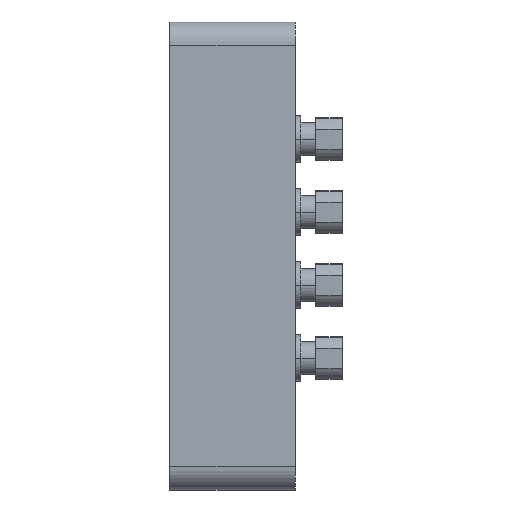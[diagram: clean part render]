
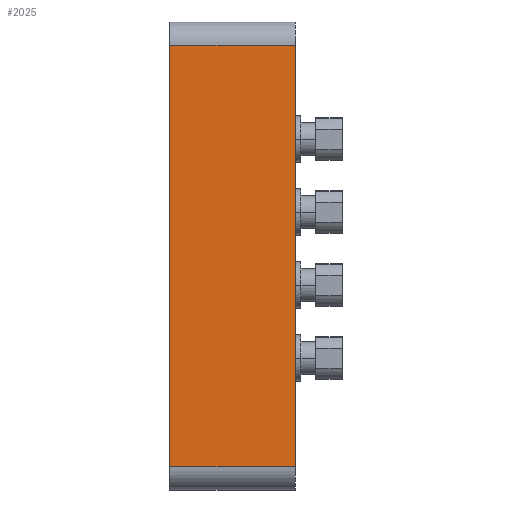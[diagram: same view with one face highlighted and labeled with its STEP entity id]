
A CAD part, left-side view. The second image highlights one B-rep face of the part: STEP entity #2025.
In plain terms, the highlighted planar face has unit normal (-1, 0, 0).
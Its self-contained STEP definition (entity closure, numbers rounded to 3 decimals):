
#2025 = ADVANCED_FACE ( 'NONE', ( #4822 ), #9051, .T. ) ;
#2511 = DIRECTION ( 'NONE',  ( 0., -1., 0. ) ) ;
#3115 = AXIS2_PLACEMENT_3D ( 'NONE', #39492, #22009, #17782 ) ;
#4036 = VERTEX_POINT ( 'NONE', #41701 ) ;
#4822 = FACE_OUTER_BOUND ( 'NONE', #31555, .T. ) ;
#5486 = LINE ( 'NONE', #11367, #40974 ) ;
#8312 = CARTESIAN_POINT ( 'NONE',  ( -20.32, 6.822, 0. ) ) ;
#9051 = PLANE ( 'NONE',  #3115 ) ;
#11367 = CARTESIAN_POINT ( 'NONE',  ( -20.32, 54.475, -11.43 ) ) ;
#14605 = ORIENTED_EDGE ( 'NONE', *, *, #24803, .F. ) ;
#15521 = EDGE_CURVE ( 'NONE', #31254, #27508, #50939, .T. ) ;
#17782 = DIRECTION ( 'NONE',  ( 0., 0., 1. ) ) ;
#19485 = CARTESIAN_POINT ( 'NONE',  ( -20.32, 0., -11.43 ) ) ;
#20471 = CARTESIAN_POINT ( 'NONE',  ( -20.32, 0., 0. ) ) ;
#21142 = EDGE_CURVE ( 'NONE', #4036, #38588, #55128, .T. ) ;
#22009 = DIRECTION ( 'NONE',  ( -1., 0., 0. ) ) ;
#23934 = LINE ( 'NONE', #41410, #50449 ) ;
#24803 = EDGE_CURVE ( 'NONE', #4036, #31254, #23934, .T. ) ;
#27508 = VERTEX_POINT ( 'NONE', #19485 ) ;
#27641 = ORIENTED_EDGE ( 'NONE', *, *, #15521, .F. ) ;
#31254 = VERTEX_POINT ( 'NONE', #44529 ) ;
#31555 = EDGE_LOOP ( 'NONE', ( #14605, #50181, #34515, #27641 ) ) ;
#33065 = CARTESIAN_POINT ( 'NONE',  ( -20.32, 6.822, -11.43 ) ) ;
#34515 = ORIENTED_EDGE ( 'NONE', *, *, #55153, .T. ) ;
#38588 = VERTEX_POINT ( 'NONE', #33065 ) ;
#39492 = CARTESIAN_POINT ( 'NONE',  ( -20.32, 54.475, 11.43 ) ) ;
#40974 = VECTOR ( 'NONE', #49184, 1000. ) ;
#41410 = CARTESIAN_POINT ( 'NONE',  ( -20.32, 54.475, 11.43 ) ) ;
#41701 = CARTESIAN_POINT ( 'NONE',  ( -20.32, 6.822, 11.43 ) ) ;
#42695 = DIRECTION ( 'NONE',  ( 0., 0., -1. ) ) ;
#44529 = CARTESIAN_POINT ( 'NONE',  ( -20.32, 0., 11.43 ) ) ;
#45159 = VECTOR ( 'NONE', #42695, 1000. ) ;
#48697 = VECTOR ( 'NONE', #50667, 1000. ) ;
#49184 = DIRECTION ( 'NONE',  ( 0., -1., 0. ) ) ;
#50181 = ORIENTED_EDGE ( 'NONE', *, *, #21142, .T. ) ;
#50449 = VECTOR ( 'NONE', #2511, 1000. ) ;
#50667 = DIRECTION ( 'NONE',  ( 0., 0., -1. ) ) ;
#50939 = LINE ( 'NONE', #20471, #48697 ) ;
#55128 = LINE ( 'NONE', #8312, #45159 ) ;
#55153 = EDGE_CURVE ( 'NONE', #38588, #27508, #5486, .T. ) ;
